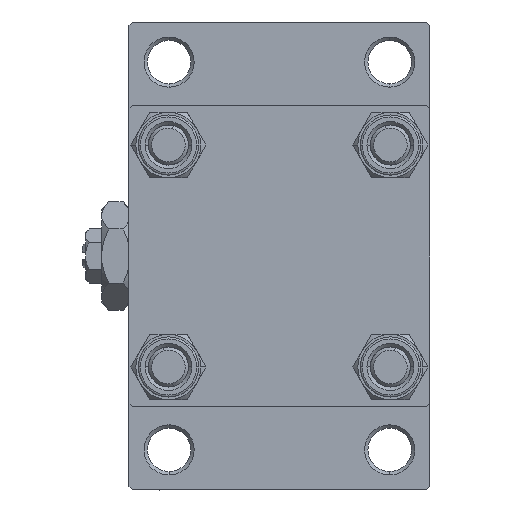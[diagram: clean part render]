
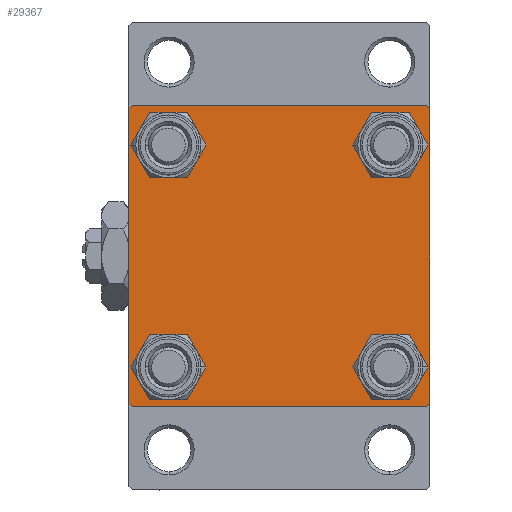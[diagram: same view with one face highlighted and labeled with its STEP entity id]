
A CAD part, left-side view. The second image highlights one B-rep face of the part: STEP entity #29367.
In plain terms, the highlighted planar face has unit normal (-1, 0, 0).
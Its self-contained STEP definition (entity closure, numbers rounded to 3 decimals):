
#592 = ORIENTED_EDGE ( 'NONE', *, *, #20113, .T. ) ;
#627 = VERTEX_POINT ( 'NONE', #45253 ) ;
#697 = EDGE_CURVE ( 'NONE', #9178, #35121, #19568, .T. ) ;
#833 = VERTEX_POINT ( 'NONE', #44455 ) ;
#1379 = FACE_BOUND ( 'NONE', #3514, .T. ) ;
#2176 = CARTESIAN_POINT ( 'NONE',  ( 0., -22., -22.5 ) ) ;
#2616 = DIRECTION ( 'NONE',  ( 0., 0., 1. ) ) ;
#3121 = DIRECTION ( 'NONE',  ( 0., 0., 1. ) ) ;
#3425 = LINE ( 'NONE', #23214, #46228 ) ;
#3514 = EDGE_LOOP ( 'NONE', ( #25270, #37410 ) ) ;
#3773 = VECTOR ( 'NONE', #12638, 1000. ) ;
#3838 = AXIS2_PLACEMENT_3D ( 'NONE', #5224, #39799, #5471 ) ;
#5209 = DIRECTION ( 'NONE',  ( 0., -1., 0. ) ) ;
#5219 = EDGE_CURVE ( 'NONE', #18946, #48624, #5353, .T. ) ;
#5224 = CARTESIAN_POINT ( 'NONE',  ( 0., -16.6, -16.6 ) ) ;
#5353 = CIRCLE ( 'NONE', #24552, 3.5 ) ;
#5471 = DIRECTION ( 'NONE',  ( 0., 0., 1. ) ) ;
#5665 = VECTOR ( 'NONE', #18420, 1000. ) ;
#5740 = EDGE_CURVE ( 'NONE', #833, #17812, #8878, .T. ) ;
#6124 = DIRECTION ( 'NONE',  ( 0., 0., 1. ) ) ;
#6167 = EDGE_LOOP ( 'NONE', ( #22092, #23064 ) ) ;
#6648 = CARTESIAN_POINT ( 'NONE',  ( 0., 22.5, 22.5 ) ) ;
#7038 = DIRECTION ( 'NONE',  ( 0., -0.707, -0.707 ) ) ;
#7317 = VERTEX_POINT ( 'NONE', #41812 ) ;
#7337 = CIRCLE ( 'NONE', #41751, 3.5 ) ;
#7390 = VERTEX_POINT ( 'NONE', #48562 ) ;
#8182 = EDGE_CURVE ( 'NONE', #16441, #29757, #25441, .T. ) ;
#8340 = AXIS2_PLACEMENT_3D ( 'NONE', #44938, #44695, #6124 ) ;
#8349 = VECTOR ( 'NONE', #7038, 1000. ) ;
#8878 = LINE ( 'NONE', #38693, #3773 ) ;
#8904 = CARTESIAN_POINT ( 'NONE',  ( 0., -16.6, 16.6 ) ) ;
#9044 = ORIENTED_EDGE ( 'NONE', *, *, #5740, .F. ) ;
#9178 = VERTEX_POINT ( 'NONE', #38268 ) ;
#9310 = DIRECTION ( 'NONE',  ( 1., 0., 0. ) ) ;
#9406 = DIRECTION ( 'NONE',  ( 0., 0., 1. ) ) ;
#9982 = CARTESIAN_POINT ( 'NONE',  ( 0., -16.6, -20.1 ) ) ;
#10591 = EDGE_CURVE ( 'NONE', #35628, #7317, #44277, .T. ) ;
#11057 = EDGE_CURVE ( 'NONE', #48624, #18946, #31172, .T. ) ;
#11820 = DIRECTION ( 'NONE',  ( 0., 0.707, -0.707 ) ) ;
#12067 = CARTESIAN_POINT ( 'NONE',  ( 0., 22.25, 22.25 ) ) ;
#12484 = LINE ( 'NONE', #16505, #25363 ) ;
#12638 = DIRECTION ( 'NONE',  ( 0., 0., -1. ) ) ;
#13227 = AXIS2_PLACEMENT_3D ( 'NONE', #32211, #20922, #9406 ) ;
#13350 = ORIENTED_EDGE ( 'NONE', *, *, #10591, .F. ) ;
#13657 = FACE_BOUND ( 'NONE', #6167, .T. ) ;
#13990 = CARTESIAN_POINT ( 'NONE',  ( 0., -22.5, -22. ) ) ;
#14145 = PLANE ( 'NONE',  #8340 ) ;
#14411 = CARTESIAN_POINT ( 'NONE',  ( 0., 16.6, 16.6 ) ) ;
#14528 = VERTEX_POINT ( 'NONE', #2176 ) ;
#15982 = AXIS2_PLACEMENT_3D ( 'NONE', #45201, #48504, #2616 ) ;
#16076 = ORIENTED_EDGE ( 'NONE', *, *, #8182, .T. ) ;
#16441 = VERTEX_POINT ( 'NONE', #9982 ) ;
#16505 = CARTESIAN_POINT ( 'NONE',  ( 0., -22.25, -22.25 ) ) ;
#16674 = FACE_BOUND ( 'NONE', #37222, .T. ) ;
#17563 = DIRECTION ( 'NONE',  ( 0., 0., 1. ) ) ;
#17609 = ORIENTED_EDGE ( 'NONE', *, *, #45442, .T. ) ;
#17685 = LINE ( 'NONE', #44488, #5665 ) ;
#17812 = VERTEX_POINT ( 'NONE', #13990 ) ;
#17886 = VERTEX_POINT ( 'NONE', #34747 ) ;
#17935 = EDGE_LOOP ( 'NONE', ( #38530, #44656 ) ) ;
#18131 = EDGE_CURVE ( 'NONE', #627, #14528, #17685, .T. ) ;
#18420 = DIRECTION ( 'NONE',  ( 0., -1., 0. ) ) ;
#18777 = CARTESIAN_POINT ( 'NONE',  ( 0., -16.6, 20.1 ) ) ;
#18946 = VERTEX_POINT ( 'NONE', #43269 ) ;
#19155 = EDGE_CURVE ( 'NONE', #29674, #29130, #25687, .T. ) ;
#19440 = CARTESIAN_POINT ( 'NONE',  ( 0., 16.6, 16.6 ) ) ;
#19568 = CIRCLE ( 'NONE', #47612, 3.5 ) ;
#19922 = DIRECTION ( 'NONE',  ( 1., 0., 0. ) ) ;
#20113 = EDGE_CURVE ( 'NONE', #29757, #16441, #7337, .T. ) ;
#20175 = EDGE_LOOP ( 'NONE', ( #31277, #44646, #34593, #46429, #9044, #17609, #13350, #40912 ) ) ;
#20417 = DIRECTION ( 'NONE',  ( 0., 0., 1. ) ) ;
#20770 = CARTESIAN_POINT ( 'NONE',  ( 0., -16.6, -13.1 ) ) ;
#20922 = DIRECTION ( 'NONE',  ( 1., 0., 0. ) ) ;
#21066 = CARTESIAN_POINT ( 'NONE',  ( 0., 16.6, -16.6 ) ) ;
#21704 = CARTESIAN_POINT ( 'NONE',  ( 0., 22.5, -22. ) ) ;
#21825 = CARTESIAN_POINT ( 'NONE',  ( 0., 22.25, -22.25 ) ) ;
#22092 = ORIENTED_EDGE ( 'NONE', *, *, #11057, .T. ) ;
#22425 = DIRECTION ( 'NONE',  ( 0., 0., -1. ) ) ;
#22465 = EDGE_CURVE ( 'NONE', #17886, #7390, #38634, .T. ) ;
#22496 = VECTOR ( 'NONE', #22425, 1000. ) ;
#22653 = DIRECTION ( 'NONE',  ( 1., 0., 0. ) ) ;
#22823 = AXIS2_PLACEMENT_3D ( 'NONE', #19440, #27442, #23445 ) ;
#23064 = ORIENTED_EDGE ( 'NONE', *, *, #5219, .T. ) ;
#23214 = CARTESIAN_POINT ( 'NONE',  ( 0., -22.25, 22.25 ) ) ;
#23445 = DIRECTION ( 'NONE',  ( 0., 0., 1. ) ) ;
#23830 = LINE ( 'NONE', #12067, #30088 ) ;
#24552 = AXIS2_PLACEMENT_3D ( 'NONE', #21066, #9310, #17563 ) ;
#24743 = DIRECTION ( 'NONE',  ( 0., -0.707, 0.707 ) ) ;
#25270 = ORIENTED_EDGE ( 'NONE', *, *, #37230, .T. ) ;
#25363 = VECTOR ( 'NONE', #24743, 1000. ) ;
#25441 = CIRCLE ( 'NONE', #3838, 3.5 ) ;
#25687 = LINE ( 'NONE', #6648, #22496 ) ;
#27442 = DIRECTION ( 'NONE',  ( 1., 0., 0. ) ) ;
#28509 = CARTESIAN_POINT ( 'NONE',  ( 0., 22.5, 22.5 ) ) ;
#29130 = VERTEX_POINT ( 'NONE', #21704 ) ;
#29173 = FACE_BOUND ( 'NONE', #17935, .T. ) ;
#29367 = ADVANCED_FACE ( 'NONE', ( #1379, #16674, #13657, #29173, #40929 ), #14145, .T. ) ;
#29674 = VERTEX_POINT ( 'NONE', #38341 ) ;
#29757 = VERTEX_POINT ( 'NONE', #20770 ) ;
#30088 = VECTOR ( 'NONE', #11820, 1000. ) ;
#30093 = LINE ( 'NONE', #21825, #8349 ) ;
#30495 = DIRECTION ( 'NONE',  ( 0., 0.707, 0.707 ) ) ;
#30837 = CARTESIAN_POINT ( 'NONE',  ( 0., 22., 22.5 ) ) ;
#31172 = CIRCLE ( 'NONE', #15982, 3.5 ) ;
#31277 = ORIENTED_EDGE ( 'NONE', *, *, #19155, .T. ) ;
#32211 = CARTESIAN_POINT ( 'NONE',  ( 0., -16.6, 16.6 ) ) ;
#32429 = CIRCLE ( 'NONE', #13227, 3.5 ) ;
#32558 = DIRECTION ( 'NONE',  ( 1., 0., 0. ) ) ;
#33791 = CARTESIAN_POINT ( 'NONE',  ( 0., 16.6, -13.1 ) ) ;
#34593 = ORIENTED_EDGE ( 'NONE', *, *, #18131, .T. ) ;
#34665 = AXIS2_PLACEMENT_3D ( 'NONE', #14411, #22653, #3121 ) ;
#34747 = CARTESIAN_POINT ( 'NONE',  ( 0., 16.6, 13.1 ) ) ;
#35121 = VERTEX_POINT ( 'NONE', #18777 ) ;
#35532 = EDGE_CURVE ( 'NONE', #29130, #627, #30093, .T. ) ;
#35628 = VERTEX_POINT ( 'NONE', #30837 ) ;
#37048 = EDGE_CURVE ( 'NONE', #7390, #17886, #42824, .T. ) ;
#37222 = EDGE_LOOP ( 'NONE', ( #592, #16076 ) ) ;
#37230 = EDGE_CURVE ( 'NONE', #35121, #9178, #32429, .T. ) ;
#37410 = ORIENTED_EDGE ( 'NONE', *, *, #697, .T. ) ;
#38268 = CARTESIAN_POINT ( 'NONE',  ( 0., -16.6, 13.1 ) ) ;
#38341 = CARTESIAN_POINT ( 'NONE',  ( 0., 22.5, 22. ) ) ;
#38530 = ORIENTED_EDGE ( 'NONE', *, *, #37048, .T. ) ;
#38634 = CIRCLE ( 'NONE', #34665, 3.5 ) ;
#38693 = CARTESIAN_POINT ( 'NONE',  ( 0., -22.5, 22.5 ) ) ;
#39799 = DIRECTION ( 'NONE',  ( 1., 0., 0. ) ) ;
#40912 = ORIENTED_EDGE ( 'NONE', *, *, #42881, .T. ) ;
#40929 = FACE_OUTER_BOUND ( 'NONE', #20175, .T. ) ;
#41751 = AXIS2_PLACEMENT_3D ( 'NONE', #44076, #32558, #47863 ) ;
#41812 = CARTESIAN_POINT ( 'NONE',  ( 0., -22., 22.5 ) ) ;
#42824 = CIRCLE ( 'NONE', #22823, 3.5 ) ;
#42881 = EDGE_CURVE ( 'NONE', #35628, #29674, #23830, .T. ) ;
#43150 = VECTOR ( 'NONE', #5209, 1000. ) ;
#43269 = CARTESIAN_POINT ( 'NONE',  ( 0., 16.6, -20.1 ) ) ;
#44076 = CARTESIAN_POINT ( 'NONE',  ( 0., -16.6, -16.6 ) ) ;
#44277 = LINE ( 'NONE', #28509, #43150 ) ;
#44354 = EDGE_CURVE ( 'NONE', #14528, #17812, #12484, .T. ) ;
#44455 = CARTESIAN_POINT ( 'NONE',  ( 0., -22.5, 22. ) ) ;
#44488 = CARTESIAN_POINT ( 'NONE',  ( 0., 22.5, -22.5 ) ) ;
#44646 = ORIENTED_EDGE ( 'NONE', *, *, #35532, .T. ) ;
#44656 = ORIENTED_EDGE ( 'NONE', *, *, #22465, .T. ) ;
#44695 = DIRECTION ( 'NONE',  ( -1., 0., 0. ) ) ;
#44938 = CARTESIAN_POINT ( 'NONE',  ( 0., 0., 0. ) ) ;
#45201 = CARTESIAN_POINT ( 'NONE',  ( 0., 16.6, -16.6 ) ) ;
#45253 = CARTESIAN_POINT ( 'NONE',  ( 0., 22., -22.5 ) ) ;
#45442 = EDGE_CURVE ( 'NONE', #833, #7317, #3425, .T. ) ;
#46228 = VECTOR ( 'NONE', #30495, 1000. ) ;
#46429 = ORIENTED_EDGE ( 'NONE', *, *, #44354, .T. ) ;
#47612 = AXIS2_PLACEMENT_3D ( 'NONE', #8904, #19922, #20417 ) ;
#47863 = DIRECTION ( 'NONE',  ( 0., 0., 1. ) ) ;
#48504 = DIRECTION ( 'NONE',  ( 1., 0., 0. ) ) ;
#48562 = CARTESIAN_POINT ( 'NONE',  ( 0., 16.6, 20.1 ) ) ;
#48624 = VERTEX_POINT ( 'NONE', #33791 ) ;
